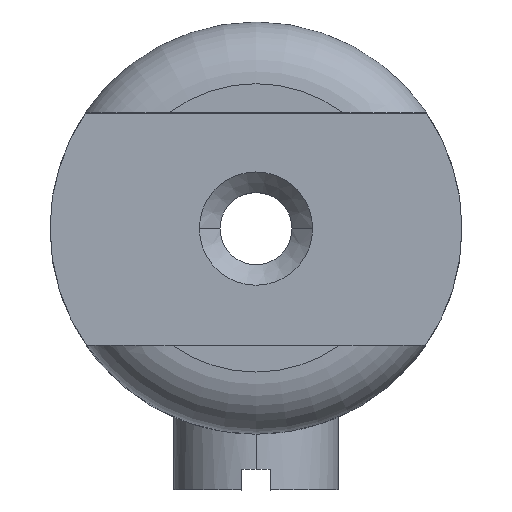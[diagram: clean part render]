
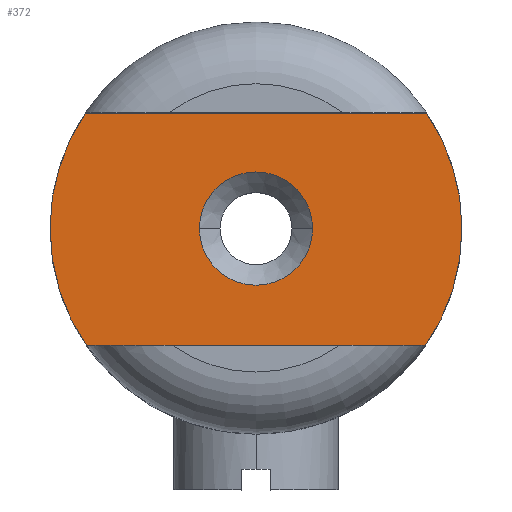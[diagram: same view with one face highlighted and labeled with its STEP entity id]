
A CAD part, top view. The second image highlights one B-rep face of the part: STEP entity #372.
In plain terms, the highlighted planar face has unit normal (0, 0, 1).
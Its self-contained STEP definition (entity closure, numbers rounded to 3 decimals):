
#3 = VERTEX_POINT ( 'NONE', #257 ) ;
#6 = DIRECTION ( 'NONE',  ( 0., 0., -1. ) ) ;
#10 = CARTESIAN_POINT ( 'NONE',  ( 0., 0., 4.2 ) ) ;
#11 = CIRCLE ( 'NONE', #626, 10. ) ;
#14 = EDGE_CURVE ( 'NONE', #188, #55, #138, .T. ) ;
#25 = VECTOR ( 'NONE', #391, 1000. ) ;
#27 = EDGE_LOOP ( 'NONE', ( #205, #39 ) ) ;
#39 = ORIENTED_EDGE ( 'NONE', *, *, #364, .T. ) ;
#49 = AXIS2_PLACEMENT_3D ( 'NONE', #370, #6, #751 ) ;
#55 = VERTEX_POINT ( 'NONE', #502 ) ;
#73 = DIRECTION ( 'NONE',  ( 0., 1., 0. ) ) ;
#91 = CARTESIAN_POINT ( 'NONE',  ( -10., 5.6, 4.2 ) ) ;
#105 = ORIENTED_EDGE ( 'NONE', *, *, #493, .F. ) ;
#107 = CARTESIAN_POINT ( 'NONE',  ( -8.216, -5.7, 4.2 ) ) ;
#121 = ORIENTED_EDGE ( 'NONE', *, *, #467, .F. ) ;
#127 = CIRCLE ( 'NONE', #453, 2.75 ) ;
#132 = CARTESIAN_POINT ( 'NONE',  ( 2.75, 0., 4.2 ) ) ;
#138 = CIRCLE ( 'NONE', #49, 10. ) ;
#140 = FACE_OUTER_BOUND ( 'NONE', #432, .T. ) ;
#152 = EDGE_CURVE ( 'NONE', #55, #424, #11, .T. ) ;
#167 = CIRCLE ( 'NONE', #722, 2.75 ) ;
#187 = DIRECTION ( 'NONE',  ( 0., 0., -1. ) ) ;
#188 = VERTEX_POINT ( 'NONE', #445 ) ;
#201 = DIRECTION ( 'NONE',  ( 0., 0., -1. ) ) ;
#205 = ORIENTED_EDGE ( 'NONE', *, *, #607, .T. ) ;
#213 = LINE ( 'NONE', #460, #25 ) ;
#222 = CARTESIAN_POINT ( 'NONE',  ( 8.216, -5.7, 4.2 ) ) ;
#226 = ORIENTED_EDGE ( 'NONE', *, *, #330, .F. ) ;
#257 = CARTESIAN_POINT ( 'NONE',  ( -8.285, 5.6, 4.2 ) ) ;
#259 = CARTESIAN_POINT ( 'NONE',  ( 0., 0., 4.2 ) ) ;
#270 = CARTESIAN_POINT ( 'NONE',  ( -2.75, 0., 4.2 ) ) ;
#276 = DIRECTION ( 'NONE',  ( 0., 0., -1. ) ) ;
#282 = CARTESIAN_POINT ( 'NONE',  ( -10., 0., 4.2 ) ) ;
#290 = AXIS2_PLACEMENT_3D ( 'NONE', #327, #629, #681 ) ;
#307 = DIRECTION ( 'NONE',  ( 1., 0., 0. ) ) ;
#324 = DIRECTION ( 'NONE',  ( 0., 1., 0. ) ) ;
#327 = CARTESIAN_POINT ( 'NONE',  ( 0., 0., 4.2 ) ) ;
#330 = EDGE_CURVE ( 'NONE', #776, #620, #718, .T. ) ;
#348 = EDGE_CURVE ( 'NONE', #776, #424, #213, .T. ) ;
#360 = ORIENTED_EDGE ( 'NONE', *, *, #152, .F. ) ;
#364 = EDGE_CURVE ( 'NONE', #637, #531, #167, .T. ) ;
#370 = CARTESIAN_POINT ( 'NONE',  ( 0., 0., 4.2 ) ) ;
#372 = ADVANCED_FACE ( 'NONE', ( #694, #140 ), #398, .F. ) ;
#391 = DIRECTION ( 'NONE',  ( 1., 0., 0. ) ) ;
#395 = DIRECTION ( 'NONE',  ( 0., 0., -1. ) ) ;
#398 = PLANE ( 'NONE',  #682 ) ;
#424 = VERTEX_POINT ( 'NONE', #222 ) ;
#431 = CIRCLE ( 'NONE', #290, 10. ) ;
#432 = EDGE_LOOP ( 'NONE', ( #121, #105, #226, #601, #360, #641 ) ) ;
#445 = CARTESIAN_POINT ( 'NONE',  ( 8.285, 5.6, 4.2 ) ) ;
#453 = AXIS2_PLACEMENT_3D ( 'NONE', #259, #187, #73 ) ;
#460 = CARTESIAN_POINT ( 'NONE',  ( -10., -5.7, 4.2 ) ) ;
#467 = EDGE_CURVE ( 'NONE', #3, #188, #728, .T. ) ;
#487 = DIRECTION ( 'NONE',  ( 0., 0., -1. ) ) ;
#493 = EDGE_CURVE ( 'NONE', #620, #3, #431, .T. ) ;
#502 = CARTESIAN_POINT ( 'NONE',  ( 10., 0., 4.2 ) ) ;
#531 = VERTEX_POINT ( 'NONE', #132 ) ;
#579 = DIRECTION ( 'NONE',  ( 0., 1., 0. ) ) ;
#596 = DIRECTION ( 'NONE',  ( 0., 1., 0. ) ) ;
#601 = ORIENTED_EDGE ( 'NONE', *, *, #348, .T. ) ;
#607 = EDGE_CURVE ( 'NONE', #531, #637, #127, .T. ) ;
#620 = VERTEX_POINT ( 'NONE', #282 ) ;
#626 = AXIS2_PLACEMENT_3D ( 'NONE', #726, #487, #596 ) ;
#629 = DIRECTION ( 'NONE',  ( 0., 0., -1. ) ) ;
#637 = VERTEX_POINT ( 'NONE', #270 ) ;
#641 = ORIENTED_EDGE ( 'NONE', *, *, #14, .F. ) ;
#671 = CARTESIAN_POINT ( 'NONE',  ( -10., 5.6, 4.2 ) ) ;
#681 = DIRECTION ( 'NONE',  ( 0., 1., 0. ) ) ;
#682 = AXIS2_PLACEMENT_3D ( 'NONE', #91, #201, #579 ) ;
#694 = FACE_BOUND ( 'NONE', #27, .T. ) ;
#697 = VECTOR ( 'NONE', #307, 1000. ) ;
#702 = CARTESIAN_POINT ( 'NONE',  ( 0., 0., 4.2 ) ) ;
#718 = CIRCLE ( 'NONE', #774, 10. ) ;
#722 = AXIS2_PLACEMENT_3D ( 'NONE', #702, #395, #758 ) ;
#726 = CARTESIAN_POINT ( 'NONE',  ( 0., 0., 4.2 ) ) ;
#728 = LINE ( 'NONE', #671, #697 ) ;
#751 = DIRECTION ( 'NONE',  ( 0., 1., 0. ) ) ;
#758 = DIRECTION ( 'NONE',  ( 0., 1., 0. ) ) ;
#774 = AXIS2_PLACEMENT_3D ( 'NONE', #10, #276, #324 ) ;
#776 = VERTEX_POINT ( 'NONE', #107 ) ;
